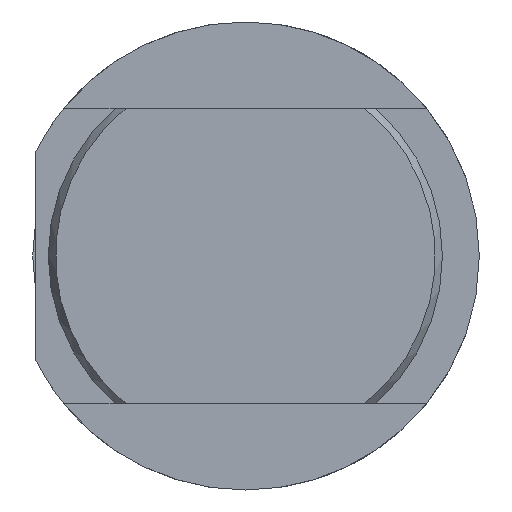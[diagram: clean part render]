
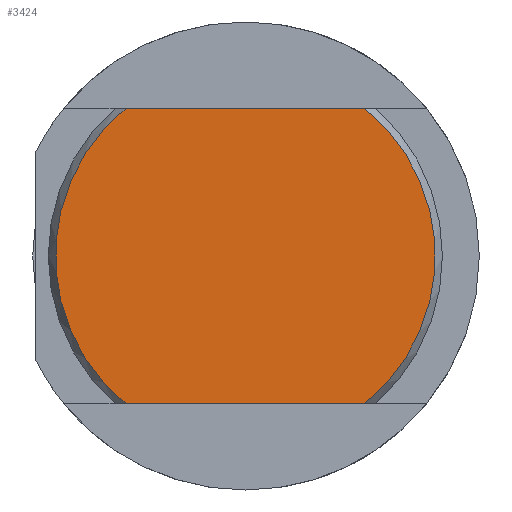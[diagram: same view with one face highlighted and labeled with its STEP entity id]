
A CAD part, left-side view. The second image highlights one B-rep face of the part: STEP entity #3424.
In plain terms, the highlighted planar face has unit normal (-1, 0, 0).
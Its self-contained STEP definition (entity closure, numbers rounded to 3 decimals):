
#318 = EDGE_CURVE ( 'NONE', #1999, #3273, #2674, .T. ) ;
#557 = EDGE_CURVE ( 'NONE', #3265, #2197, #2791, .T. ) ;
#558 = EDGE_CURVE ( 'NONE', #3265, #3273, #2794, .T. ) ;
#567 = AXIS2_PLACEMENT_3D ( 'NONE', #1984, #2050, #2057 ) ;
#586 = EDGE_CURVE ( 'NONE', #1999, #2197, #2826, .T. ) ;
#628 = AXIS2_PLACEMENT_3D ( 'NONE', #2086, #2090, #2182 ) ;
#664 = AXIS2_PLACEMENT_3D ( 'NONE', #1202, #1205, #1206 ) ;
#935 = CARTESIAN_POINT ( 'NONE',  ( 0., 4.844, 6. ) ) ;
#950 = CARTESIAN_POINT ( 'NONE',  ( 0., 4.844, -6. ) ) ;
#1016 = CARTESIAN_POINT ( 'NONE',  ( 0., -4.844, -6. ) ) ;
#1024 = CARTESIAN_POINT ( 'NONE',  ( 0., -4.844, 6. ) ) ;
#1202 = CARTESIAN_POINT ( 'NONE',  ( 0., 0., 0. ) ) ;
#1203 = PLANE ( 'NONE',  #664 ) ;
#1205 = DIRECTION ( 'NONE',  ( 1., 0., 0. ) ) ;
#1206 = DIRECTION ( 'NONE',  ( 0., 0., -1. ) ) ;
#1984 = CARTESIAN_POINT ( 'NONE',  ( 0., 0., 0. ) ) ;
#1999 = VERTEX_POINT ( 'NONE', #935 ) ;
#2050 = DIRECTION ( 'NONE',  ( -1., 0., 0. ) ) ;
#2057 = DIRECTION ( 'NONE',  ( 0., 0., -1. ) ) ;
#2086 = CARTESIAN_POINT ( 'NONE',  ( 0., 0., 0. ) ) ;
#2087 = CARTESIAN_POINT ( 'NONE',  ( 0., 7.365, -6. ) ) ;
#2090 = DIRECTION ( 'NONE',  ( -1., 0., 0. ) ) ;
#2092 = DIRECTION ( 'NONE',  ( 0., 1., 0. ) ) ;
#2097 = DIRECTION ( 'NONE',  ( 0., -1., 0. ) ) ;
#2182 = DIRECTION ( 'NONE',  ( 0., 0., -1. ) ) ;
#2197 = VERTEX_POINT ( 'NONE', #950 ) ;
#2339 = CARTESIAN_POINT ( 'NONE',  ( 0., 7.365, 6. ) ) ;
#2669 = VECTOR ( 'NONE', #2097, 1000. ) ;
#2674 = LINE ( 'NONE', #2339, #2669 ) ;
#2791 = LINE ( 'NONE', #2087, #2792 ) ;
#2792 = VECTOR ( 'NONE', #2092, 1000. ) ;
#2794 = CIRCLE ( 'NONE', #628, 7.711 ) ;
#2826 = CIRCLE ( 'NONE', #567, 7.711 ) ;
#2980 = FACE_OUTER_BOUND ( 'NONE', #3390, .T. ) ;
#3265 = VERTEX_POINT ( 'NONE', #1016 ) ;
#3273 = VERTEX_POINT ( 'NONE', #1024 ) ;
#3390 = EDGE_LOOP ( 'NONE', ( #3692, #3673, #3710, #3708 ) ) ;
#3424 = ADVANCED_FACE ( 'NONE', ( #2980 ), #1203, .F. ) ;
#3673 = ORIENTED_EDGE ( 'NONE', *, *, #318, .F. ) ;
#3692 = ORIENTED_EDGE ( 'NONE', *, *, #558, .T. ) ;
#3708 = ORIENTED_EDGE ( 'NONE', *, *, #557, .F. ) ;
#3710 = ORIENTED_EDGE ( 'NONE', *, *, #586, .T. ) ;
